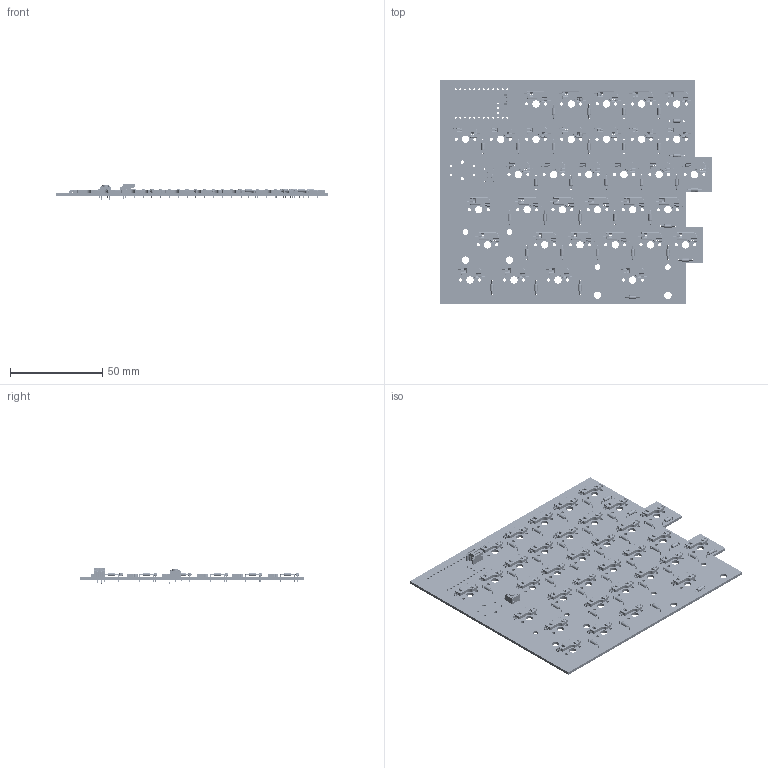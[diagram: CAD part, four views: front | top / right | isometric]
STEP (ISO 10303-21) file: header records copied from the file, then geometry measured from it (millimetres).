
FILE_DESCRIPTION(('KiCad electronic assembly'),'2;1');
FILE_NAME('left_split.step','2025-07-09T13:10:30',('Pcbnew'),('Kicad'), 'Open CASCADE STEP processor 7.8','KiCad to STEP converter','Unknown' );
FILE_SCHEMA(('AUTOMOTIVE_DESIGN { 1 0 10303 214 1 1 1 1 }'));
Length unit declared in the file: millimetre
Products named in the file (6): left_split 1; D_DO-35_SOD27_P7.62mm_Horizontal; MX-Hotswap-Socket; JST_PH_S2B-PH-K_1x02_P2.00mm_Horizontal; SW_PUSH_6mm; left_split_PCB
Assembly tree (71 placements, depth 2):
  left_split 1
    D_DO-35_SOD27_P7.62mm_Horizontal  x34
    MX-Hotswap-Socket  x34
    JST_PH_S2B-PH-K_1x02_P2.00mm_Horizontal
    SW_PUSH_6mm
    left_split_PCB
Bounding box: 147.43 x 121.12 x 8.35 mm (x, y, z)
Volume: 27537.3 mm3; surface area: 46043.5 mm2
Topology: 105 solids, 105 shells, 9087 faces, 23697 edges, 15097 vertices
Faces by surface type: plane 5116, cylinder 3018, cone 680, torus 273
Full cylindrical faces by diameter (mm): 0.5 x102, 0.75 x2, 0.8 x68, 1 x4, 1.092 x27, 1.1 x4, 1.2 x4, 1.702 x68, 1.8 x2, 2 x68, 2.02 x34, 2.9 x68, 3 x68, 3.048 x4, 3.5 x1, 3.988 x38
Entity records: 29399 total; most frequent: CARTESIAN_POINT 4665, DIRECTION 4633, ORIENTED_EDGE 4296, EDGE_CURVE 2148, AXIS2_PLACEMENT_3D 1678, VERTEX_POINT 1402, FACE_BOUND 1362, EDGE_LOOP 1362
